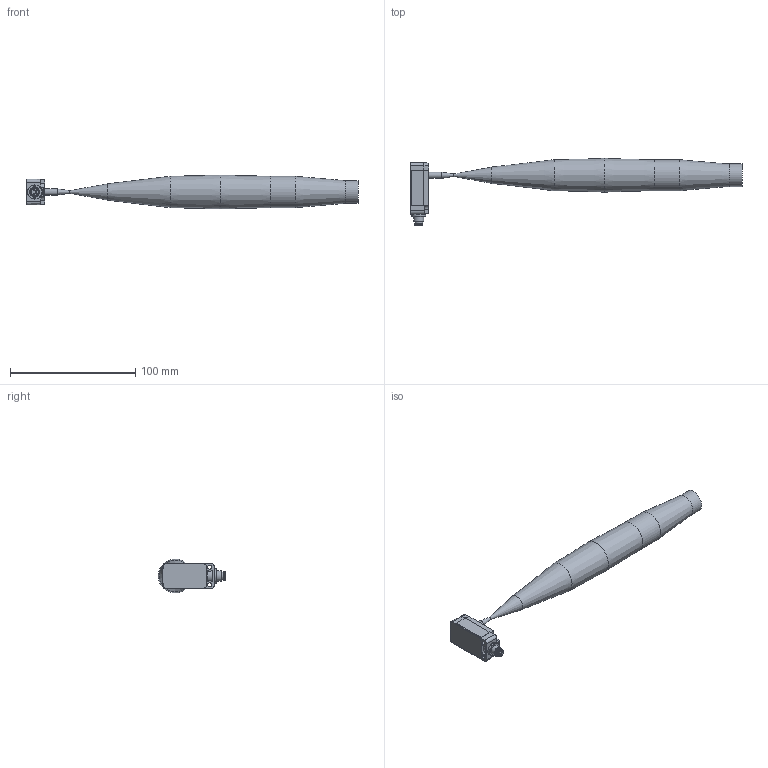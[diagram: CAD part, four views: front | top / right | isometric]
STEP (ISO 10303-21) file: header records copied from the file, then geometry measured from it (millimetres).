
FILE_DESCRIPTION(/* description */ (''),/* implementation_level */ '2;1');
FILE_NAME(/* name */ 'ipf_z3d_UT210570.stp',/* time_stamp */ '2024-10-18T11:47:35+02:00',/* author */ ('gelzhaeuser'),/* organization */ (''),/* preprocessor_version */ 'ST-DEVELOPER v20',/* originating_system */ 'Autodesk Inventor 2025',/* authorisation */ '');
FILE_SCHEMA (('AUTOMOTIVE_DESIGN { 1 0 10303 214 3 1 1 }'));
Length unit declared in the file: millimetre
Products named in the file (4): ipf_z3d_UT210570; ipf_z3d_UT210570_1; dzUF200_3; scUF200_3
Assembly tree (3 placements, depth 2):
  ipf_z3d_UT210570
    ipf_z3d_UT210570_1
    dzUF200_3
    scUF200_3
Bounding box: 264.98 x 53.74 x 27 mm (x, y, z)
Volume: 98067 mm3; surface area: 20245 mm2
Topology: 3 solids, 3 shells, 190 faces, 513 edges, 339 vertices
Faces by surface type: plane 111, cone 38, cylinder 32, bspline 4, sphere 4, torus 1
Full cylindrical faces by diameter (mm): 1 x4, 1.1 x2, 3.2 x2, 5 x2, 5.8 x1, 6.5 x1, 6.9 x1, 8 x1, 10 x1, 11.3 x1, 14.2 x1, 18 x1, 25 x1
Entity records: 6774 total; most frequent: CARTESIAN_POINT 1525, DIRECTION 1025, ORIENTED_EDGE 1014, EDGE_CURVE 507, AXIS2_PLACEMENT_3D 345, VERTEX_POINT 339, LINE 335, VECTOR 335
